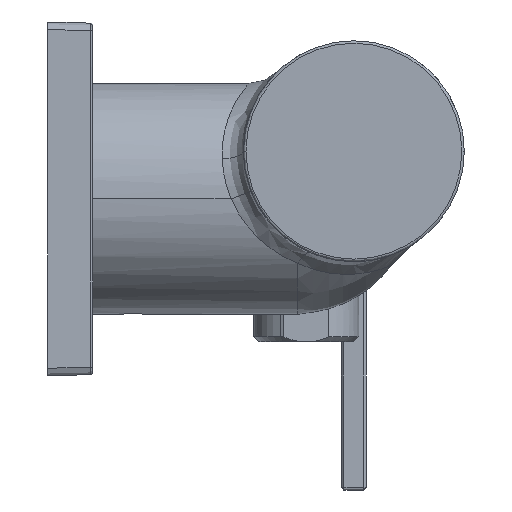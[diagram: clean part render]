
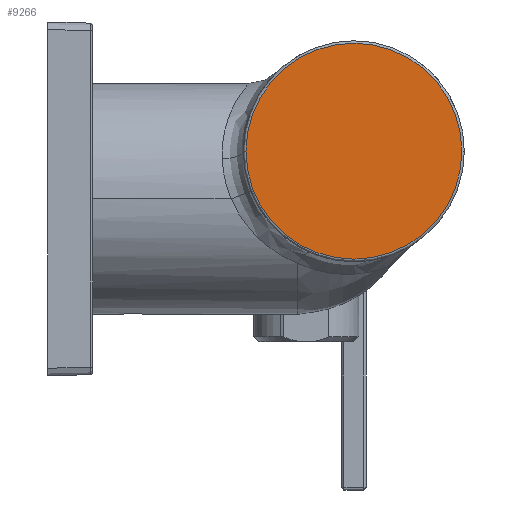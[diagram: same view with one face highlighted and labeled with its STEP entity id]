
A CAD part, front view. The second image highlights one B-rep face of the part: STEP entity #9266.
In plain terms, the highlighted planar face has unit normal (0, -1, 0).
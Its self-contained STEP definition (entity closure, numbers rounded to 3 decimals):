
#9213=CARTESIAN_POINT('Vertex',(84.,-75.,8.)) ;
#9216=CARTESIAN_POINT('Axis2P3D Location',(62.5,-75.,8.)) ;
#9220=CARTESIAN_POINT('Vertex',(41.,-75.,8.)) ;
#9240=CARTESIAN_POINT('Axis2P3D Location',(62.5,-75.,8.)) ;
#9257=CARTESIAN_POINT('Axis2P3D Location',(0.,-75.,0.)) ;
#9217=DIRECTION('Axis2P3D Direction',(-0.,1.,0.)) ;
#9241=DIRECTION('Axis2P3D Direction',(0.,1.,0.)) ;
#9258=DIRECTION('Axis2P3D Direction',(0.,1.,0.)) ;
#9259=DIRECTION('Axis2P3D XDirection',(-1.,0.,0.)) ;
#9218=AXIS2_PLACEMENT_3D('Circle Axis2P3D',#9216,#9217,$) ;
#9242=AXIS2_PLACEMENT_3D('Circle Axis2P3D',#9240,#9241,$) ;
#9260=AXIS2_PLACEMENT_3D('Plane Axis2P3D',#9257,#9258,#9259) ;
#9219=CIRCLE('generated circle',#9218,21.5) ;
#9243=CIRCLE('generated circle',#9242,21.5) ;
#9261=PLANE('',#9260) ;
#9222=EDGE_CURVE('',#9214,#9221,#9219,.T.) ;
#9244=EDGE_CURVE('',#9221,#9214,#9243,.T.) ;
#9263=ORIENTED_EDGE('',*,*,#9244,.F.) ;
#9264=ORIENTED_EDGE('',*,*,#9222,.F.) ;
#9262=EDGE_LOOP('',(#9263,#9264)) ;
#9214=VERTEX_POINT('',#9213) ;
#9221=VERTEX_POINT('',#9220) ;
#9266=ADVANCED_FACE('Low',(#9265),#9261,.F.) ;
#9265=FACE_OUTER_BOUND('',#9262,.T.) ;
